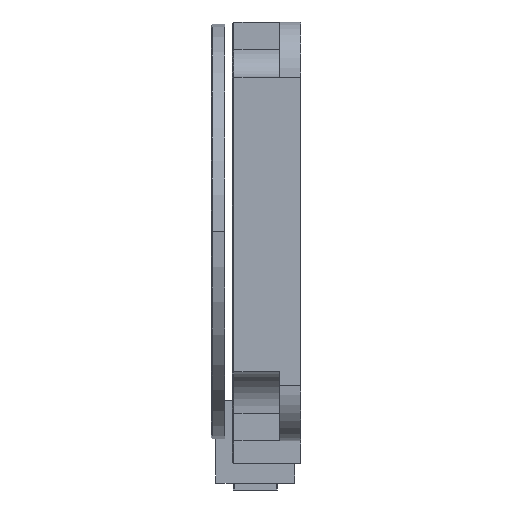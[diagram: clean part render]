
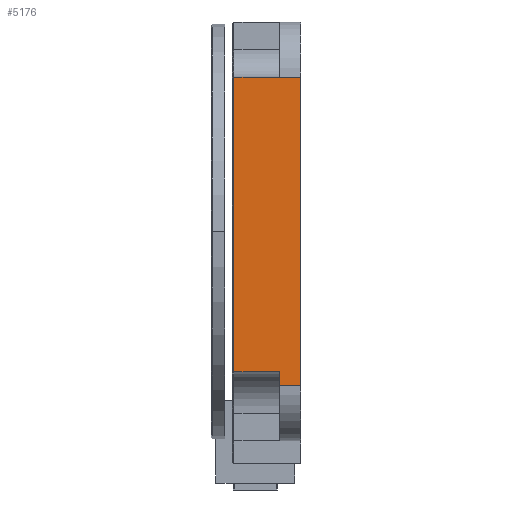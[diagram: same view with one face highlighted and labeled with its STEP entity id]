
A CAD part, left-side view. The second image highlights one B-rep face of the part: STEP entity #5176.
In plain terms, the highlighted planar face has unit normal (-1, 0, 0).
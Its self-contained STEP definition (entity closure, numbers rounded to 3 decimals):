
#380 = ORIENTED_EDGE ( 'NONE', *, *, #10386, .F. ) ;
#580 = DIRECTION ( 'NONE',  ( 1., 0., 0. ) ) ;
#1210 = VECTOR ( 'NONE', #3310, 1000. ) ;
#1251 = ORIENTED_EDGE ( 'NONE', *, *, #5377, .F. ) ;
#1917 = EDGE_LOOP ( 'NONE', ( #380, #6328, #4467, #13179, #1251, #11416, #10495 ) ) ;
#2099 = CARTESIAN_POINT ( 'NONE',  ( 0., 55., -40. ) ) ;
#2298 = CARTESIAN_POINT ( 'NONE',  ( 0., 0., 0. ) ) ;
#2624 = CARTESIAN_POINT ( 'NONE',  ( 0., 48.5, -253. ) ) ;
#2769 = VECTOR ( 'NONE', #11779, 1000. ) ;
#3069 = EDGE_CURVE ( 'NONE', #6225, #8762, #9462, .T. ) ;
#3204 = VECTOR ( 'NONE', #5691, 1000. ) ;
#3310 = DIRECTION ( 'NONE',  ( 0., -1., 0. ) ) ;
#3771 = EDGE_CURVE ( 'NONE', #8643, #12868, #8488, .T. ) ;
#3935 = VECTOR ( 'NONE', #13690, 1000. ) ;
#4302 = CARTESIAN_POINT ( 'NONE',  ( 0., 15.5, -263. ) ) ;
#4467 = ORIENTED_EDGE ( 'NONE', *, *, #3771, .F. ) ;
#4595 = VERTEX_POINT ( 'NONE', #7244 ) ;
#4857 = VECTOR ( 'NONE', #11589, 1000. ) ;
#5176 = ADVANCED_FACE ( 'NONE', ( #11798 ), #9888, .F. ) ;
#5377 = EDGE_CURVE ( 'NONE', #8762, #4595, #9131, .T. ) ;
#5691 = DIRECTION ( 'NONE',  ( 0., 0., 1. ) ) ;
#6134 = CARTESIAN_POINT ( 'NONE',  ( 0., 0., -263. ) ) ;
#6225 = VERTEX_POINT ( 'NONE', #11925 ) ;
#6328 = ORIENTED_EDGE ( 'NONE', *, *, #11892, .F. ) ;
#6658 = CARTESIAN_POINT ( 'NONE',  ( 0., 0., -263. ) ) ;
#6807 = VECTOR ( 'NONE', #13809, 1000. ) ;
#7036 = LINE ( 'NONE', #13630, #3935 ) ;
#7244 = CARTESIAN_POINT ( 'NONE',  ( 0., 0., -40. ) ) ;
#7345 = LINE ( 'NONE', #7800, #6807 ) ;
#7800 = CARTESIAN_POINT ( 'NONE',  ( 0., 48.5, -319.5 ) ) ;
#8389 = CARTESIAN_POINT ( 'NONE',  ( 0., 15.5, -253. ) ) ;
#8488 = LINE ( 'NONE', #6658, #4857 ) ;
#8596 = CARTESIAN_POINT ( 'NONE',  ( 0., 55., -319.5 ) ) ;
#8643 = VERTEX_POINT ( 'NONE', #6134 ) ;
#8762 = VERTEX_POINT ( 'NONE', #10042 ) ;
#8958 = CARTESIAN_POINT ( 'NONE',  ( 0., 55., -40. ) ) ;
#9131 = LINE ( 'NONE', #8958, #9680 ) ;
#9214 = LINE ( 'NONE', #15167, #3204 ) ;
#9462 = LINE ( 'NONE', #2099, #1210 ) ;
#9680 = VECTOR ( 'NONE', #14965, 1000. ) ;
#9733 = LINE ( 'NONE', #2298, #2769 ) ;
#9888 = PLANE ( 'NONE',  #15004 ) ;
#9946 = DIRECTION ( 'NONE',  ( 0., 0., -1. ) ) ;
#10042 = CARTESIAN_POINT ( 'NONE',  ( 0., 15.5, -40. ) ) ;
#10202 = VERTEX_POINT ( 'NONE', #2624 ) ;
#10386 = EDGE_CURVE ( 'NONE', #14933, #10202, #7036, .T. ) ;
#10495 = ORIENTED_EDGE ( 'NONE', *, *, #11054, .F. ) ;
#11054 = EDGE_CURVE ( 'NONE', #10202, #6225, #7345, .T. ) ;
#11416 = ORIENTED_EDGE ( 'NONE', *, *, #3069, .F. ) ;
#11589 = DIRECTION ( 'NONE',  ( 0., 1., 0. ) ) ;
#11779 = DIRECTION ( 'NONE',  ( 0., 0., -1. ) ) ;
#11798 = FACE_OUTER_BOUND ( 'NONE', #1917, .T. ) ;
#11892 = EDGE_CURVE ( 'NONE', #12868, #14933, #9214, .T. ) ;
#11925 = CARTESIAN_POINT ( 'NONE',  ( 0., 48.5, -40. ) ) ;
#12868 = VERTEX_POINT ( 'NONE', #4302 ) ;
#13179 = ORIENTED_EDGE ( 'NONE', *, *, #15266, .F. ) ;
#13630 = CARTESIAN_POINT ( 'NONE',  ( 0., 55., -253. ) ) ;
#13690 = DIRECTION ( 'NONE',  ( 0., 1., 0. ) ) ;
#13809 = DIRECTION ( 'NONE',  ( 0., 0., 1. ) ) ;
#14933 = VERTEX_POINT ( 'NONE', #8389 ) ;
#14965 = DIRECTION ( 'NONE',  ( 0., -1., 0. ) ) ;
#15004 = AXIS2_PLACEMENT_3D ( 'NONE', #8596, #580, #9946 ) ;
#15167 = CARTESIAN_POINT ( 'NONE',  ( 0., 15.5, -319.5 ) ) ;
#15266 = EDGE_CURVE ( 'NONE', #4595, #8643, #9733, .T. ) ;
